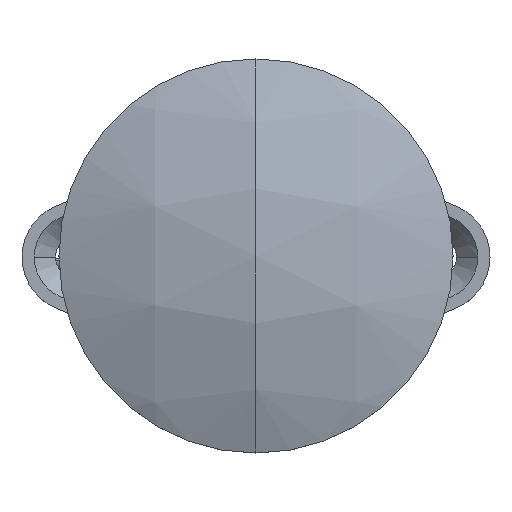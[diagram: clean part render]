
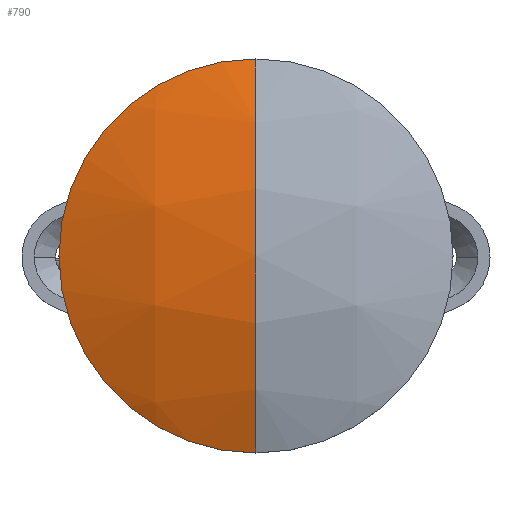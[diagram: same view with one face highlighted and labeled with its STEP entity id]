
A CAD part, top view. The second image highlights one B-rep face of the part: STEP entity #790.
In plain terms, the highlighted spherical face has radius 60.1 mm.
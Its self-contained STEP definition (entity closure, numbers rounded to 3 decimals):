
#16 = ORIENTED_EDGE ( 'NONE', *, *, #153, .F. ) ;
#21 = EDGE_CURVE ( 'NONE', #713, #3360, #352, .T. ) ;
#64 = CARTESIAN_POINT ( 'NONE',  ( 0., 0., -5. ) ) ;
#153 = EDGE_CURVE ( 'NONE', #713, #3164, #2444, .T. ) ;
#321 = DIRECTION ( 'NONE',  ( 1., 0., 0. ) ) ;
#352 = CIRCLE ( 'NONE', #1658, 24. ) ;
#357 = CARTESIAN_POINT ( 'NONE',  ( 0., 0., -60.1 ) ) ;
#422 = DIRECTION ( 'NONE',  ( -1., 0., 0. ) ) ;
#464 = CARTESIAN_POINT ( 'NONE',  ( -24., 0., -5. ) ) ;
#620 = DIRECTION ( 'NONE',  ( 0., 0., -1. ) ) ;
#632 = ORIENTED_EDGE ( 'NONE', *, *, #1262, .T. ) ;
#634 = DIRECTION ( 'NONE',  ( 0., -1., 0. ) ) ;
#685 = DIRECTION ( 'NONE',  ( -1., 0., 0. ) ) ;
#713 = VERTEX_POINT ( 'NONE', #1016 ) ;
#747 = VERTEX_POINT ( 'NONE', #1589 ) ;
#790 = ADVANCED_FACE ( 'NONE', ( #3226 ), #3143, .T. ) ;
#796 = EDGE_CURVE ( 'NONE', #747, #3164, #2405, .T. ) ;
#994 = CARTESIAN_POINT ( 'NONE',  ( 0., 0., -5. ) ) ;
#1016 = CARTESIAN_POINT ( 'NONE',  ( 0., 24., -5. ) ) ;
#1228 = DIRECTION ( 'NONE',  ( 0., 1., 0. ) ) ;
#1262 = EDGE_CURVE ( 'NONE', #3360, #747, #2706, .T. ) ;
#1275 = ORIENTED_EDGE ( 'NONE', *, *, #21, .T. ) ;
#1280 = DIRECTION ( 'NONE',  ( 1., 0., 0. ) ) ;
#1401 = EDGE_LOOP ( 'NONE', ( #1275, #632, #2100, #16 ) ) ;
#1589 = CARTESIAN_POINT ( 'NONE',  ( 0., -24., -5. ) ) ;
#1658 = AXIS2_PLACEMENT_3D ( 'NONE', #994, #2932, #1280 ) ;
#1761 = AXIS2_PLACEMENT_3D ( 'NONE', #64, #1957, #321 ) ;
#1893 = AXIS2_PLACEMENT_3D ( 'NONE', #2060, #422, #634 ) ;
#1957 = DIRECTION ( 'NONE',  ( 0., 0., 1. ) ) ;
#2060 = CARTESIAN_POINT ( 'NONE',  ( 0., 0., -60.1 ) ) ;
#2076 = AXIS2_PLACEMENT_3D ( 'NONE', #3144, #685, #1228 ) ;
#2100 = ORIENTED_EDGE ( 'NONE', *, *, #796, .T. ) ;
#2272 = DIRECTION ( 'NONE',  ( 1., 0., 0. ) ) ;
#2405 = CIRCLE ( 'NONE', #1893, 60.1 ) ;
#2444 = CIRCLE ( 'NONE', #2753, 60.1 ) ;
#2599 = CARTESIAN_POINT ( 'NONE',  ( 0., 0., 0. ) ) ;
#2706 = CIRCLE ( 'NONE', #1761, 24. ) ;
#2753 = AXIS2_PLACEMENT_3D ( 'NONE', #357, #2272, #620 ) ;
#2932 = DIRECTION ( 'NONE',  ( 0., 0., 1. ) ) ;
#3143 = SPHERICAL_SURFACE ( 'NONE', #2076, 60.1 ) ;
#3144 = CARTESIAN_POINT ( 'NONE',  ( 0., 0., -60.1 ) ) ;
#3164 = VERTEX_POINT ( 'NONE', #2599 ) ;
#3226 = FACE_OUTER_BOUND ( 'NONE', #1401, .T. ) ;
#3360 = VERTEX_POINT ( 'NONE', #464 ) ;
